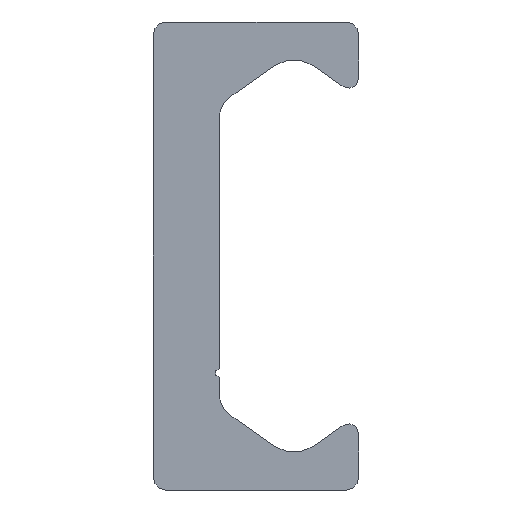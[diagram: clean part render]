
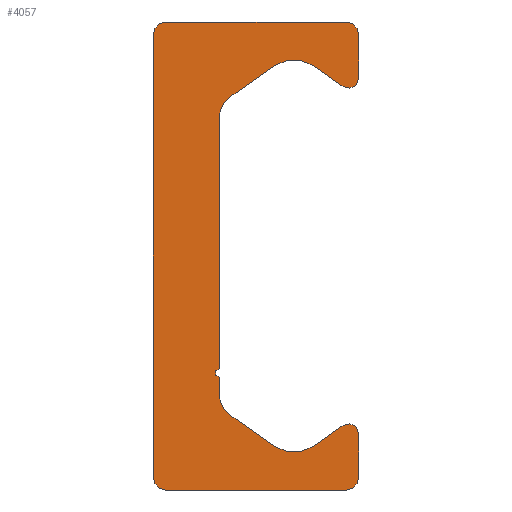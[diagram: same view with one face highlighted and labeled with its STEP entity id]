
A CAD part, left-side view. The second image highlights one B-rep face of the part: STEP entity #4057.
In plain terms, the highlighted planar face has unit normal (-1, 0, 0).
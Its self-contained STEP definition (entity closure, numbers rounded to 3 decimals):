
#3076=CARTESIAN_POINT('',(0.0,5.4,-14.));
#3077=VERTEX_POINT('',#3076);
#3084=CARTESIAN_POINT('',(0.0,6.15,-13.25));
#3085=VERTEX_POINT('',#3084);
#3086=CARTESIAN_POINT('',(0.0,5.4,-13.25));
#3087=DIRECTION('',(1.0,0.0,0.0));
#3088=DIRECTION('',(0.0,0.0,-1.0));
#3089=AXIS2_PLACEMENT_3D('',#3086,#3087,#3088);
#3090=CIRCLE('',#3089,0.75);
#3091=EDGE_CURVE('',#3077,#3085,#3090,.T.);
#3115=CARTESIAN_POINT('',(0.0,-5.4,-14.));
#3116=VERTEX_POINT('',#3115);
#3123=CARTESIAN_POINT('',(0.0,-5.4,-14.));
#3124=DIRECTION('',(0.0,1.0,0.0));
#3125=VECTOR('',#3124,10.8);
#3126=LINE('',#3123,#3125);
#3127=EDGE_CURVE('',#3116,#3077,#3126,.T.);
#3147=CARTESIAN_POINT('',(0.0,-6.15,-13.25));
#3148=VERTEX_POINT('',#3147);
#3155=CARTESIAN_POINT('',(0.0,-5.4,-13.25));
#3156=DIRECTION('',(1.0,0.0,0.0));
#3157=DIRECTION('',(0.0,-1.0,0.0));
#3158=AXIS2_PLACEMENT_3D('',#3155,#3156,#3157);
#3159=CIRCLE('',#3158,0.75);
#3160=EDGE_CURVE('',#3148,#3116,#3159,.T.);
#3179=CARTESIAN_POINT('',(0.0,-6.15,-10.63));
#3180=VERTEX_POINT('',#3179);
#3187=CARTESIAN_POINT('',(0.0,-6.15,-10.63));
#3188=DIRECTION('',(0.0,0.0,-1.0));
#3189=VECTOR('',#3188,2.62);
#3190=LINE('',#3187,#3189);
#3191=EDGE_CURVE('',#3180,#3148,#3190,.T.);
#3211=CARTESIAN_POINT('',(0.0,-5.206,-10.139));
#3212=VERTEX_POINT('',#3211);
#3219=CARTESIAN_POINT('',(0.0,-5.55,-10.63));
#3220=DIRECTION('',(1.0,0.0,0.0));
#3221=DIRECTION('',(0.0,0.574,0.819));
#3222=AXIS2_PLACEMENT_3D('',#3219,#3220,#3221);
#3223=CIRCLE('',#3222,0.6);
#3224=EDGE_CURVE('',#3212,#3180,#3223,.T.);
#3243=CARTESIAN_POINT('',(0.0,-3.417,-11.391));
#3244=VERTEX_POINT('',#3243);
#3251=CARTESIAN_POINT('',(0.0,-3.417,-11.391));
#3252=DIRECTION('',(0.0,-0.819,0.574));
#3253=VECTOR('',#3252,2.184);
#3254=LINE('',#3251,#3253);
#3255=EDGE_CURVE('',#3244,#3212,#3254,.T.);
#3275=CARTESIAN_POINT('',(0.0,-1.123,-11.391));
#3276=VERTEX_POINT('',#3275);
#3283=CARTESIAN_POINT('',(0.0,-2.27,-9.753));
#3284=DIRECTION('',(-1.0,0.0,0.0));
#3285=DIRECTION('',(0.0,0.574,0.819));
#3286=AXIS2_PLACEMENT_3D('',#3283,#3284,#3285);
#3287=CIRCLE('',#3286,2.0);
#3288=EDGE_CURVE('',#3276,#3244,#3287,.T.);
#3307=CARTESIAN_POINT('',(0.0,1.56,-9.512));
#3308=VERTEX_POINT('',#3307);
#3315=CARTESIAN_POINT('',(0.0,1.56,-9.512));
#3316=DIRECTION('',(0.0,-0.819,-0.574));
#3317=VECTOR('',#3316,3.276);
#3318=LINE('',#3315,#3317);
#3319=EDGE_CURVE('',#3308,#3276,#3318,.T.);
#3339=CARTESIAN_POINT('',(0.0,2.2,-8.283));
#3340=VERTEX_POINT('',#3339);
#3347=CARTESIAN_POINT('',(0.0,0.7,-8.283));
#3348=DIRECTION('',(-1.0,0.0,0.0));
#3349=DIRECTION('',(0.0,-0.574,0.819));
#3350=AXIS2_PLACEMENT_3D('',#3347,#3348,#3349);
#3351=CIRCLE('',#3350,1.5);
#3352=EDGE_CURVE('',#3340,#3308,#3351,.T.);
#3371=CARTESIAN_POINT('',(0.0,2.2,-7.25));
#3372=VERTEX_POINT('',#3371);
#3379=CARTESIAN_POINT('',(0.0,2.2,-7.25));
#3380=DIRECTION('',(0.0,0.0,-1.0));
#3381=VECTOR('',#3380,1.033);
#3382=LINE('',#3379,#3381);
#3383=EDGE_CURVE('',#3372,#3340,#3382,.T.);
#3403=CARTESIAN_POINT('',(0.0,2.2,-6.75));
#3404=VERTEX_POINT('',#3403);
#3411=CARTESIAN_POINT('',(0.0,2.2,-7.));
#3412=DIRECTION('',(-1.0,0.0,0.0));
#3413=DIRECTION('',(0.0,0.0,1.0));
#3414=AXIS2_PLACEMENT_3D('',#3411,#3412,#3413);
#3415=CIRCLE('',#3414,0.25);
#3416=EDGE_CURVE('',#3404,#3372,#3415,.T.);
#3435=CARTESIAN_POINT('',(0.0,2.2,8.283));
#3436=VERTEX_POINT('',#3435);
#3443=CARTESIAN_POINT('',(0.0,2.2,8.283));
#3444=DIRECTION('',(0.0,0.0,-1.0));
#3445=VECTOR('',#3444,15.033);
#3446=LINE('',#3443,#3445);
#3447=EDGE_CURVE('',#3436,#3404,#3446,.T.);
#3599=CARTESIAN_POINT('',(0.0,1.56,9.512));
#3600=VERTEX_POINT('',#3599);
#3607=CARTESIAN_POINT('',(0.0,0.7,8.283));
#3608=DIRECTION('',(-1.0,0.0,0.0));
#3609=DIRECTION('',(0.0,-1.0,0.0));
#3610=AXIS2_PLACEMENT_3D('',#3607,#3608,#3609);
#3611=CIRCLE('',#3610,1.5);
#3612=EDGE_CURVE('',#3600,#3436,#3611,.T.);
#3631=CARTESIAN_POINT('',(0.0,-1.123,11.391));
#3632=VERTEX_POINT('',#3631);
#3639=CARTESIAN_POINT('',(0.0,-1.123,11.391));
#3640=DIRECTION('',(0.0,0.819,-0.574));
#3641=VECTOR('',#3640,3.276);
#3642=LINE('',#3639,#3641);
#3643=EDGE_CURVE('',#3632,#3600,#3642,.T.);
#3663=CARTESIAN_POINT('',(0.0,-3.417,11.391));
#3664=VERTEX_POINT('',#3663);
#3671=CARTESIAN_POINT('',(0.0,-2.27,9.753));
#3672=DIRECTION('',(-1.0,0.0,0.0));
#3673=DIRECTION('',(0.0,-0.574,-0.819));
#3674=AXIS2_PLACEMENT_3D('',#3671,#3672,#3673);
#3675=CIRCLE('',#3674,2.0);
#3676=EDGE_CURVE('',#3664,#3632,#3675,.T.);
#3695=CARTESIAN_POINT('',(0.0,-5.206,10.139));
#3696=VERTEX_POINT('',#3695);
#3703=CARTESIAN_POINT('',(0.0,-5.206,10.139));
#3704=DIRECTION('',(0.0,0.819,0.574));
#3705=VECTOR('',#3704,2.184);
#3706=LINE('',#3703,#3705);
#3707=EDGE_CURVE('',#3696,#3664,#3706,.T.);
#3727=CARTESIAN_POINT('',(0.0,-6.15,10.63));
#3728=VERTEX_POINT('',#3727);
#3735=CARTESIAN_POINT('',(0.0,-5.55,10.63));
#3736=DIRECTION('',(1.0,0.0,0.0));
#3737=DIRECTION('',(0.0,-1.0,0.0));
#3738=AXIS2_PLACEMENT_3D('',#3735,#3736,#3737);
#3739=CIRCLE('',#3738,0.6);
#3740=EDGE_CURVE('',#3728,#3696,#3739,.T.);
#3759=CARTESIAN_POINT('',(0.0,-6.15,13.25));
#3760=VERTEX_POINT('',#3759);
#3767=CARTESIAN_POINT('',(0.0,-6.15,13.25));
#3768=DIRECTION('',(0.0,0.0,-1.0));
#3769=VECTOR('',#3768,2.62);
#3770=LINE('',#3767,#3769);
#3771=EDGE_CURVE('',#3760,#3728,#3770,.T.);
#3791=CARTESIAN_POINT('',(0.0,-5.4,14.));
#3792=VERTEX_POINT('',#3791);
#3799=CARTESIAN_POINT('',(0.0,-5.4,13.25));
#3800=DIRECTION('',(1.0,0.0,0.0));
#3801=DIRECTION('',(0.0,0.0,1.0));
#3802=AXIS2_PLACEMENT_3D('',#3799,#3800,#3801);
#3803=CIRCLE('',#3802,0.75);
#3804=EDGE_CURVE('',#3792,#3760,#3803,.T.);
#3823=CARTESIAN_POINT('',(0.0,5.4,14.));
#3824=VERTEX_POINT('',#3823);
#3831=CARTESIAN_POINT('',(0.0,5.4,14.));
#3832=DIRECTION('',(0.0,-1.0,0.0));
#3833=VECTOR('',#3832,10.8);
#3834=LINE('',#3831,#3833);
#3835=EDGE_CURVE('',#3824,#3792,#3834,.T.);
#3855=CARTESIAN_POINT('',(0.0,6.15,13.25));
#3856=VERTEX_POINT('',#3855);
#3863=CARTESIAN_POINT('',(0.0,5.4,13.25));
#3864=DIRECTION('',(1.0,0.0,0.0));
#3865=DIRECTION('',(0.0,1.0,0.0));
#3866=AXIS2_PLACEMENT_3D('',#3863,#3864,#3865);
#3867=CIRCLE('',#3866,0.75);
#3868=EDGE_CURVE('',#3856,#3824,#3867,.T.);
#3886=CARTESIAN_POINT('',(0.0,6.15,-13.25));
#3887=DIRECTION('',(0.0,0.0,1.0));
#3888=VECTOR('',#3887,26.5);
#3889=LINE('',#3886,#3888);
#3890=EDGE_CURVE('',#3085,#3856,#3889,.T.);
#4028=CARTESIAN_POINT('',(0.0,1.352,-0.021));
#4029=DIRECTION('',(1.0,0.0,0.0));
#4030=DIRECTION('',(0.0,0.0,-1.0));
#4031=AXIS2_PLACEMENT_3D('',#4028,#4029,#4030);
#4032=PLANE('',#4031);
#4033=ORIENTED_EDGE('',*,*,#3890,.F.);
#4034=ORIENTED_EDGE('',*,*,#3091,.F.);
#4035=ORIENTED_EDGE('',*,*,#3127,.F.);
#4036=ORIENTED_EDGE('',*,*,#3160,.F.);
#4037=ORIENTED_EDGE('',*,*,#3191,.F.);
#4038=ORIENTED_EDGE('',*,*,#3224,.F.);
#4039=ORIENTED_EDGE('',*,*,#3255,.F.);
#4040=ORIENTED_EDGE('',*,*,#3288,.F.);
#4041=ORIENTED_EDGE('',*,*,#3319,.F.);
#4042=ORIENTED_EDGE('',*,*,#3352,.F.);
#4043=ORIENTED_EDGE('',*,*,#3383,.F.);
#4044=ORIENTED_EDGE('',*,*,#3416,.F.);
#4045=ORIENTED_EDGE('',*,*,#3447,.F.);
#4046=ORIENTED_EDGE('',*,*,#3612,.F.);
#4047=ORIENTED_EDGE('',*,*,#3643,.F.);
#4048=ORIENTED_EDGE('',*,*,#3676,.F.);
#4049=ORIENTED_EDGE('',*,*,#3707,.F.);
#4050=ORIENTED_EDGE('',*,*,#3740,.F.);
#4051=ORIENTED_EDGE('',*,*,#3771,.F.);
#4052=ORIENTED_EDGE('',*,*,#3804,.F.);
#4053=ORIENTED_EDGE('',*,*,#3835,.F.);
#4054=ORIENTED_EDGE('',*,*,#3868,.F.);
#4055=EDGE_LOOP('',(#4033,#4034,#4035,#4036,#4037,#4038,#4039,#4040,#4041,#4042,#4043,#4044,#4045,#4046,#4047,#4048,#4049,#4050,#4051,#4052,#4053,#4054));
#4056=FACE_OUTER_BOUND('',#4055,.T.);
#4057=ADVANCED_FACE('',(#4056),#4032,.F.);
